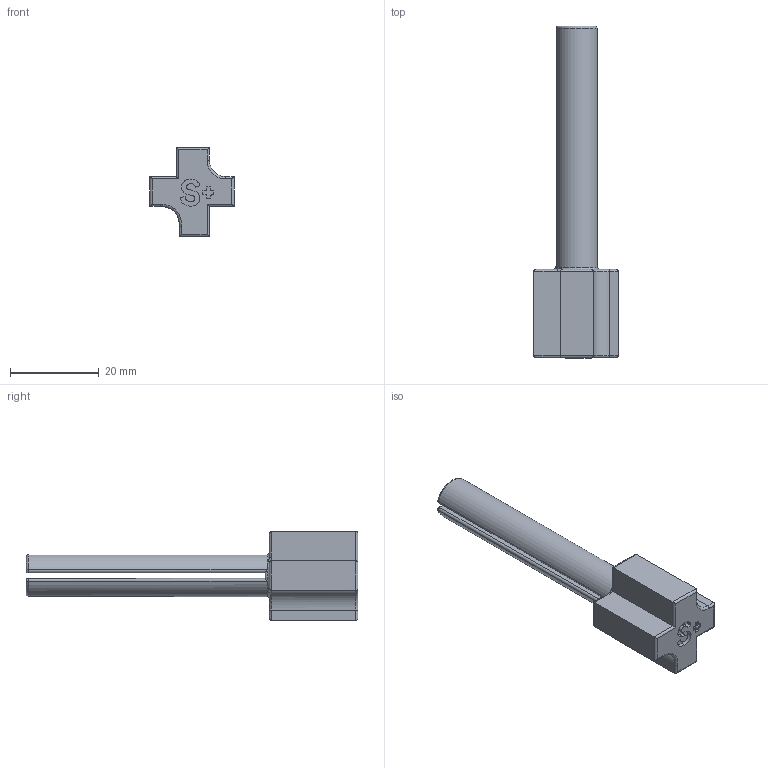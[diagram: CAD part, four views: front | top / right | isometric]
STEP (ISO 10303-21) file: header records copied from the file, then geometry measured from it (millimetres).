
FILE_DESCRIPTION(/* description */ (''),/* implementation_level */ '2;1');
FILE_NAME(/* name */ '91ac52df-186a-4717-a8c3-bb229b0bb261.stp',/* time_stamp */ '2022-01-12T10:38:02+00:00',/* author */ (''),/* organization */ (''),/* preprocessor_version */ 'ST-DEVELOPER v18.1',/* originating_system */ 'Autodesk Translation Framework v10.13.0.1454',/* authorisation */ '');
FILE_SCHEMA (('AUTOMOTIVE_DESIGN { 1 0 10303 214 3 1 1 }'));
Length unit declared in the file: millimetre
Products named in the file (1): TRISTAN Final
Bounding box: 19.05 x 75 x 20.11 mm (x, y, z)
Volume: 7786.1 mm3; surface area: 4393 mm2
Topology: 1 solids, 1 shells, 108 faces, 269 edges, 165 vertices
Faces by surface type: plane 42, cylinder 35, bspline 20, torus 7, sphere 4
Entity records: 3467 total; most frequent: CARTESIAN_POINT 1018, ORIENTED_EDGE 538, DIRECTION 467, EDGE_CURVE 269, VERTEX_POINT 165, AXIS2_PLACEMENT_3D 158, LINE 151, VECTOR 151
